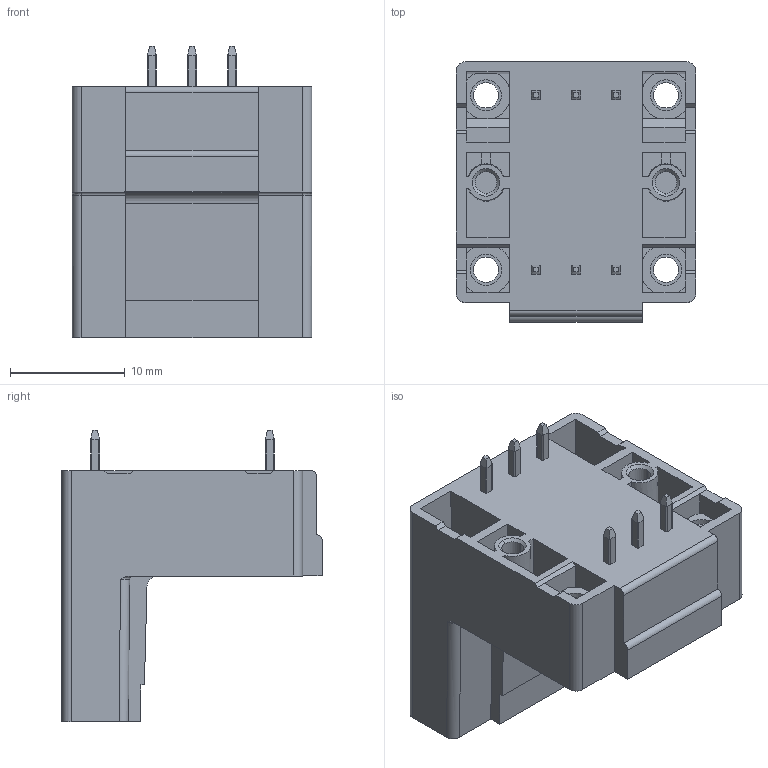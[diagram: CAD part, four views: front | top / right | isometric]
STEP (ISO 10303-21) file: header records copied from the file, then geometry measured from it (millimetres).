
FILE_DESCRIPTION((''),'2;1');
FILE_NAME('TLPHDW-005-1','2024-09-23T09:20:29',('sheji109'),(''),'CREO PARAMETRIC BY PTC INC, 2018100','CREO PARAMETRIC BY PTC INC, 2018100','');
FILE_SCHEMA(('CONFIG_CONTROL_DESIGN'));
Length unit declared in the file: millimetre
Products named in the file (1): TLPHDW-005-1
Bounding box: 20.9 x 22.7 x 25.4 mm (x, y, z)
Volume: 4114.7 mm3; surface area: 4992.7 mm2
Topology: 1 solids, 1 shells, 654 faces, 1826 edges, 1212 vertices
Faces by surface type: plane 433, cylinder 169, cone 38, torus 12, bspline 2
Entity records: 21254 total; most frequent: CARTESIAN_POINT 4256, ORIENTED_EDGE 3652, DIRECTION 3388, EDGE_CURVE 1826, VECTOR 1296, LINE 1296, VERTEX_POINT 1212, AXIS2_PLACEMENT_3D 1046
